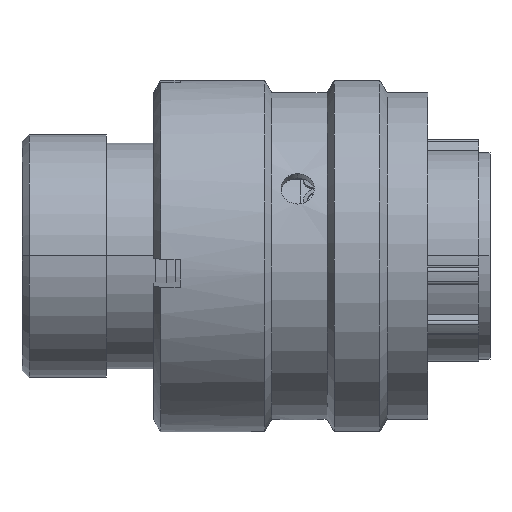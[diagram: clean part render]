
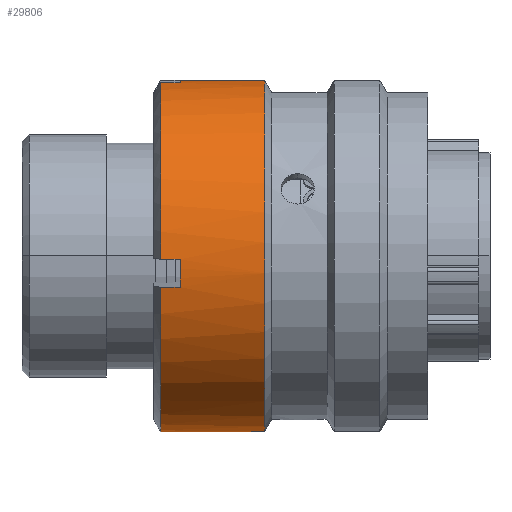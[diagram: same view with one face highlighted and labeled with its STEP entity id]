
A CAD part, top view. The second image highlights one B-rep face of the part: STEP entity #29806.
In plain terms, the highlighted cylindrical face has radius 12.55 mm (diameter 25.1 mm), a partial arc.
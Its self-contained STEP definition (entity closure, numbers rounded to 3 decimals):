
#393 = DIRECTION ( 'NONE',  ( 1., 0., 0. ) ) ;
#622 = EDGE_LOOP ( 'NONE', ( #4145, #9894, #10703, #31471, #24159, #28373, #16931, #2475, #7339, #11552, #1241, #18127 ) ) ;
#753 = EDGE_CURVE ( 'NONE', #22356, #24682, #24730, .T. ) ;
#1013 = DIRECTION ( 'NONE',  ( 1., 0., 0. ) ) ;
#1241 = ORIENTED_EDGE ( 'NONE', *, *, #29603, .T. ) ;
#1834 = CARTESIAN_POINT ( 'NONE',  ( 11.278, -2.247, 12.347 ) ) ;
#1925 = DIRECTION ( 'NONE',  ( 0., 0.995, 0.1 ) ) ;
#2475 = ORIENTED_EDGE ( 'NONE', *, *, #25646, .T. ) ;
#3758 = DIRECTION ( 'NONE',  ( 1., 0., 0. ) ) ;
#4145 = ORIENTED_EDGE ( 'NONE', *, *, #4181, .T. ) ;
#4181 = EDGE_CURVE ( 'NONE', #24068, #8650, #27779, .T. ) ;
#4400 = CARTESIAN_POINT ( 'NONE',  ( 11.278, -12.547, -0.257 ) ) ;
#4607 = DIRECTION ( 'NONE',  ( 1., 0., 0. ) ) ;
#5171 = CIRCLE ( 'NONE', #35889, 12.55 ) ;
#5254 = AXIS2_PLACEMENT_3D ( 'NONE', #10290, #30985, #13268 ) ;
#6485 = CARTESIAN_POINT ( 'NONE',  ( 11.278, 12.487, 1.256 ) ) ;
#7339 = ORIENTED_EDGE ( 'NONE', *, *, #9497, .T. ) ;
#7427 = AXIS2_PLACEMENT_3D ( 'NONE', #21496, #3758, #24468 ) ;
#8402 = EDGE_CURVE ( 'NONE', #8650, #24488, #24522, .T. ) ;
#8650 = VERTEX_POINT ( 'NONE', #29418 ) ;
#8857 = AXIS2_PLACEMENT_3D ( 'NONE', #16940, #37523, #19888 ) ;
#9497 = EDGE_CURVE ( 'NONE', #38161, #28299, #5171, .T. ) ;
#9772 = CARTESIAN_POINT ( 'NONE',  ( 17.298, -12.487, -1.256 ) ) ;
#9894 = ORIENTED_EDGE ( 'NONE', *, *, #8402, .T. ) ;
#10290 = CARTESIAN_POINT ( 'NONE',  ( 9.878, 0., 0. ) ) ;
#10603 = VERTEX_POINT ( 'NONE', #25866 ) ;
#10703 = ORIENTED_EDGE ( 'NONE', *, *, #15981, .F. ) ;
#11132 = DIRECTION ( 'NONE',  ( -1., 0., 0. ) ) ;
#11398 = AXIS2_PLACEMENT_3D ( 'NONE', #37286, #19643, #1925 ) ;
#11552 = ORIENTED_EDGE ( 'NONE', *, *, #33246, .T. ) ;
#11672 = DIRECTION ( 'NONE',  ( 1., 0., 0. ) ) ;
#12341 = CARTESIAN_POINT ( 'NONE',  ( 28.928, -2.247, 12.347 ) ) ;
#12799 = LINE ( 'NONE', #17532, #20710 ) ;
#12836 = LINE ( 'NONE', #21707, #19816 ) ;
#12868 = EDGE_CURVE ( 'NONE', #22356, #21594, #22665, .T. ) ;
#13268 = DIRECTION ( 'NONE',  ( 0., 0.995, 0.1 ) ) ;
#13649 = CARTESIAN_POINT ( 'NONE',  ( 11.278, 12.347, 2.247 ) ) ;
#13823 = CARTESIAN_POINT ( 'NONE',  ( 11.278, -0.257, 12.547 ) ) ;
#14167 = DIRECTION ( 'NONE',  ( 1., 0., 0. ) ) ;
#14285 = DIRECTION ( 'NONE',  ( 0., 0.995, 0.1 ) ) ;
#14455 = VECTOR ( 'NONE', #15334, 1000. ) ;
#15243 = CARTESIAN_POINT ( 'NONE',  ( 11.278, 0., 0. ) ) ;
#15334 = DIRECTION ( 'NONE',  ( -1., 0., 0. ) ) ;
#15376 = CIRCLE ( 'NONE', #8857, 12.55 ) ;
#15935 = VECTOR ( 'NONE', #11132, 1000. ) ;
#15981 = EDGE_CURVE ( 'NONE', #24682, #24488, #15376, .T. ) ;
#16409 = DIRECTION ( 'NONE',  ( 1., 0., 0. ) ) ;
#16532 = CARTESIAN_POINT ( 'NONE',  ( 28.928, 12.487, 1.256 ) ) ;
#16931 = ORIENTED_EDGE ( 'NONE', *, *, #25371, .T. ) ;
#16940 = CARTESIAN_POINT ( 'NONE',  ( 17.298, 0., 0. ) ) ;
#17369 = VERTEX_POINT ( 'NONE', #18623 ) ;
#17532 = CARTESIAN_POINT ( 'NONE',  ( 28.928, -12.547, -0.257 ) ) ;
#17795 = LINE ( 'NONE', #22933, #15935 ) ;
#18113 = CARTESIAN_POINT ( 'NONE',  ( 11.278, 0., 0. ) ) ;
#18127 = ORIENTED_EDGE ( 'NONE', *, *, #25916, .T. ) ;
#18254 = DIRECTION ( 'NONE',  ( 0., -0.995, -0.1 ) ) ;
#18623 = CARTESIAN_POINT ( 'NONE',  ( 9.878, 12.347, 2.247 ) ) ;
#18812 = AXIS2_PLACEMENT_3D ( 'NONE', #18113, #393, #21087 ) ;
#19165 = EDGE_CURVE ( 'NONE', #21594, #17369, #17795, .T. ) ;
#19643 = DIRECTION ( 'NONE',  ( 1., 0., 0. ) ) ;
#19816 = VECTOR ( 'NONE', #1013, 1000. ) ;
#19888 = DIRECTION ( 'NONE',  ( 0., 0.995, 0.1 ) ) ;
#20140 = CARTESIAN_POINT ( 'NONE',  ( 28.928, 0., 0. ) ) ;
#20710 = VECTOR ( 'NONE', #11672, 1000. ) ;
#21087 = DIRECTION ( 'NONE',  ( 0., -0.1, 0.995 ) ) ;
#21496 = CARTESIAN_POINT ( 'NONE',  ( 11.278, 0., 0. ) ) ;
#21594 = VERTEX_POINT ( 'NONE', #13649 ) ;
#21707 = CARTESIAN_POINT ( 'NONE',  ( 28.928, -0.257, 12.547 ) ) ;
#21717 = CIRCLE ( 'NONE', #11398, 12.55 ) ;
#21996 = VERTEX_POINT ( 'NONE', #24894 ) ;
#22341 = LINE ( 'NONE', #12341, #14455 ) ;
#22356 = VERTEX_POINT ( 'NONE', #6485 ) ;
#22665 = CIRCLE ( 'NONE', #18812, 12.55 ) ;
#22933 = CARTESIAN_POINT ( 'NONE',  ( 28.928, 12.347, 2.247 ) ) ;
#23785 = VECTOR ( 'NONE', #16409, 1000. ) ;
#24068 = VERTEX_POINT ( 'NONE', #4400 ) ;
#24159 = ORIENTED_EDGE ( 'NONE', *, *, #12868, .T. ) ;
#24468 = DIRECTION ( 'NONE',  ( 0., 0.1, -0.995 ) ) ;
#24488 = VERTEX_POINT ( 'NONE', #9772 ) ;
#24522 = LINE ( 'NONE', #25314, #25436 ) ;
#24682 = VERTEX_POINT ( 'NONE', #37261 ) ;
#24730 = LINE ( 'NONE', #16532, #23785 ) ;
#24894 = CARTESIAN_POINT ( 'NONE',  ( 9.878, -0.257, 12.547 ) ) ;
#25314 = CARTESIAN_POINT ( 'NONE',  ( 28.928, -12.487, -1.256 ) ) ;
#25371 = EDGE_CURVE ( 'NONE', #17369, #21996, #21717, .T. ) ;
#25436 = VECTOR ( 'NONE', #4607, 1000. ) ;
#25646 = EDGE_CURVE ( 'NONE', #21996, #38161, #12836, .T. ) ;
#25866 = CARTESIAN_POINT ( 'NONE',  ( 9.878, -2.247, 12.347 ) ) ;
#25916 = EDGE_CURVE ( 'NONE', #28871, #24068, #12799, .T. ) ;
#27269 = CIRCLE ( 'NONE', #5254, 12.55 ) ;
#27779 = CIRCLE ( 'NONE', #7427, 12.55 ) ;
#28299 = VERTEX_POINT ( 'NONE', #1834 ) ;
#28327 = AXIS2_PLACEMENT_3D ( 'NONE', #20140, #14167, #14285 ) ;
#28373 = ORIENTED_EDGE ( 'NONE', *, *, #19165, .T. ) ;
#28558 = CYLINDRICAL_SURFACE ( 'NONE', #28327, 12.55 ) ;
#28871 = VERTEX_POINT ( 'NONE', #37647 ) ;
#29418 = CARTESIAN_POINT ( 'NONE',  ( 11.278, -12.487, -1.256 ) ) ;
#29603 = EDGE_CURVE ( 'NONE', #10603, #28871, #27269, .T. ) ;
#29806 = ADVANCED_FACE ( 'NONE', ( #38324 ), #28558, .T. ) ;
#30985 = DIRECTION ( 'NONE',  ( 1., 0., 0. ) ) ;
#31471 = ORIENTED_EDGE ( 'NONE', *, *, #753, .F. ) ;
#33246 = EDGE_CURVE ( 'NONE', #28299, #10603, #22341, .T. ) ;
#35889 = AXIS2_PLACEMENT_3D ( 'NONE', #15243, #35900, #18254 ) ;
#35900 = DIRECTION ( 'NONE',  ( 1., 0., 0. ) ) ;
#37261 = CARTESIAN_POINT ( 'NONE',  ( 17.298, 12.487, 1.256 ) ) ;
#37286 = CARTESIAN_POINT ( 'NONE',  ( 9.878, 0., 0. ) ) ;
#37523 = DIRECTION ( 'NONE',  ( 1., 0., 0. ) ) ;
#37647 = CARTESIAN_POINT ( 'NONE',  ( 9.878, -12.547, -0.257 ) ) ;
#38161 = VERTEX_POINT ( 'NONE', #13823 ) ;
#38324 = FACE_OUTER_BOUND ( 'NONE', #622, .T. ) ;
